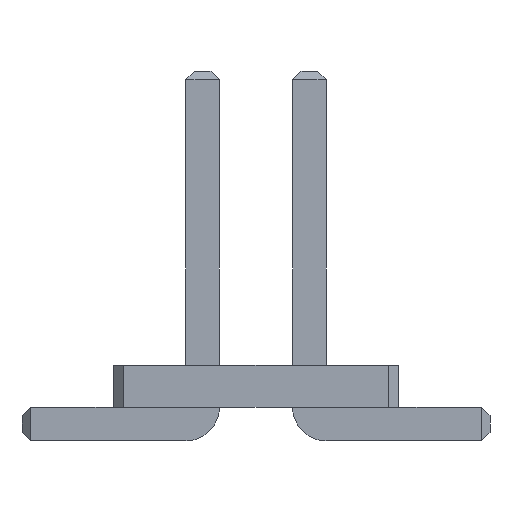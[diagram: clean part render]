
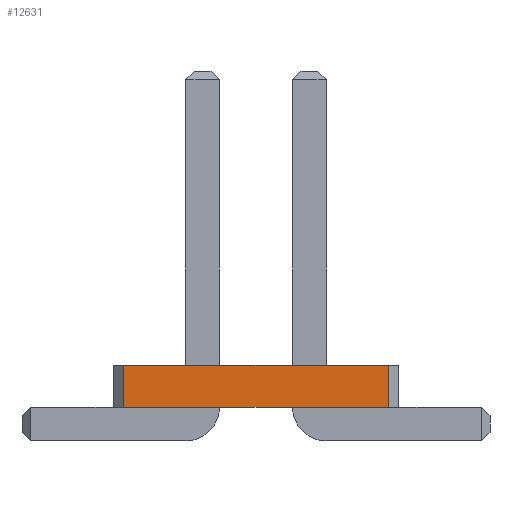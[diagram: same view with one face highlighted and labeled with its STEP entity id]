
A CAD part, front view. The second image highlights one B-rep face of the part: STEP entity #12631.
In plain terms, the highlighted planar face has unit normal (0, -1, 0).
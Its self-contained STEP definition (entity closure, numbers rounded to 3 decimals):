
#2294 = VERTEX_POINT('',#2295);
#2295 = CARTESIAN_POINT('',(1.573,-19.05,0.4));
#2301 = EDGE_CURVE('',#2302,#2294,#2304,.T.);
#2302 = VERTEX_POINT('',#2303);
#2303 = CARTESIAN_POINT('',(-1.573,-19.05,0.4));
#2304 = LINE('',#2305,#2306);
#2305 = CARTESIAN_POINT('',(-1.573,-19.05,0.4));
#2306 = VECTOR('',#2307,1.);
#2307 = DIRECTION('',(1.,0.,0.));
#5166 = VERTEX_POINT('',#5167);
#5167 = CARTESIAN_POINT('',(1.573,-19.05,0.9));
#5173 = EDGE_CURVE('',#5174,#5166,#5176,.T.);
#5174 = VERTEX_POINT('',#5175);
#5175 = CARTESIAN_POINT('',(-1.573,-19.05,0.9));
#5176 = LINE('',#5177,#5178);
#5177 = CARTESIAN_POINT('',(-1.573,-19.05,0.9));
#5178 = VECTOR('',#5179,1.);
#5179 = DIRECTION('',(1.,0.,0.));
#12620 = EDGE_CURVE('',#2302,#5174,#12621,.T.);
#12621 = LINE('',#12622,#12623);
#12622 = CARTESIAN_POINT('',(-1.573,-19.05,0.4));
#12623 = VECTOR('',#12624,1.);
#12624 = DIRECTION('',(0.,0.,1.));
#12631 = ADVANCED_FACE('',(#12632),#12643,.F.);
#12632 = FACE_BOUND('',#12633,.F.);
#12633 = EDGE_LOOP('',(#12634,#12635,#12636,#12642));
#12634 = ORIENTED_EDGE('',*,*,#12620,.T.);
#12635 = ORIENTED_EDGE('',*,*,#5173,.T.);
#12636 = ORIENTED_EDGE('',*,*,#12637,.F.);
#12637 = EDGE_CURVE('',#2294,#5166,#12638,.T.);
#12638 = LINE('',#12639,#12640);
#12639 = CARTESIAN_POINT('',(1.573,-19.05,0.4));
#12640 = VECTOR('',#12641,1.);
#12641 = DIRECTION('',(0.,0.,1.));
#12642 = ORIENTED_EDGE('',*,*,#2301,.F.);
#12643 = PLANE('',#12644);
#12644 = AXIS2_PLACEMENT_3D('',#12645,#12646,#12647);
#12645 = CARTESIAN_POINT('',(-1.573,-19.05,0.4));
#12646 = DIRECTION('',(0.,1.,0.));
#12647 = DIRECTION('',(1.,0.,0.));
